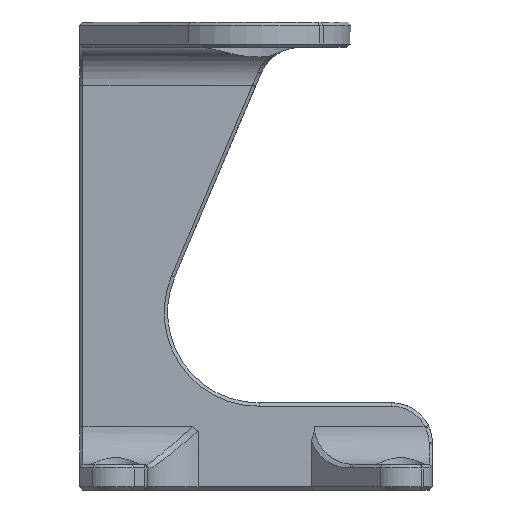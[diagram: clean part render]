
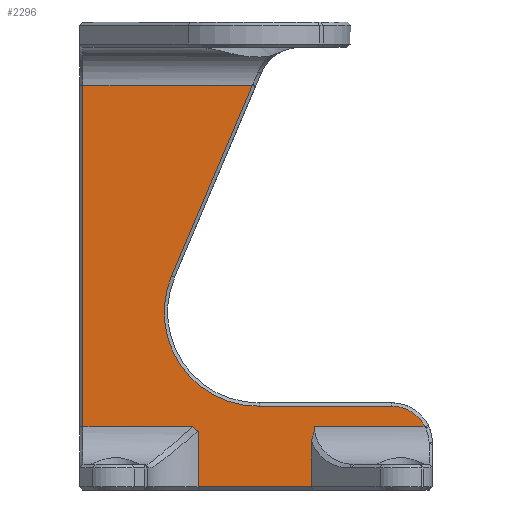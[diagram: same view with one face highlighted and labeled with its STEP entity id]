
A CAD part, front view. The second image highlights one B-rep face of the part: STEP entity #2296.
In plain terms, the highlighted planar face has unit normal (0, -1, 0).
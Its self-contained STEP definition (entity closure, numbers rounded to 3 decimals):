
#68=B_SPLINE_CURVE_WITH_KNOTS('',3,(#3306,#3307,#3308,#3309,#3310,#3311,
#3312,#3313,#3314,#3315,#3316,#3317,#3318,#3319),.UNSPECIFIED.,.F.,.F.,
(4,2,2,2,2,2,4),(0.,0.025,0.09,0.152,
0.164,0.17,0.173),.UNSPECIFIED.);
#171=CIRCLE('',#2452,4.4);
#173=CIRCLE('',#2456,11.096);
#255=FACE_OUTER_BOUND('',#401,.T.);
#401=EDGE_LOOP('',(#1627,#1628,#1629,#1630,#1631,#1632,#1633,#1634,#1635,
#1636,#1637,#1638,#1639));
#558=LINE('',#3465,#750);
#562=LINE('',#3477,#754);
#569=LINE('',#3680,#761);
#570=LINE('',#3683,#762);
#571=LINE('',#3685,#763);
#572=LINE('',#3687,#764);
#573=LINE('',#3689,#765);
#574=LINE('',#3691,#766);
#575=LINE('',#3693,#767);
#576=LINE('',#3694,#768);
#750=VECTOR('',#2707,10.);
#754=VECTOR('',#2719,10.);
#761=VECTOR('',#2734,10.);
#762=VECTOR('',#2737,10.);
#763=VECTOR('',#2738,10.);
#764=VECTOR('',#2739,10.);
#765=VECTOR('',#2740,10.);
#766=VECTOR('',#2741,10.);
#767=VECTOR('',#2742,10.);
#768=VECTOR('',#2743,10.);
#965=VERTEX_POINT('',#3304);
#966=VERTEX_POINT('',#3305);
#987=VERTEX_POINT('',#3453);
#990=VERTEX_POINT('',#3458);
#992=VERTEX_POINT('',#3463);
#994=VERTEX_POINT('',#3470);
#996=VERTEX_POINT('',#3475);
#1008=VERTEX_POINT('',#3682);
#1009=VERTEX_POINT('',#3684);
#1010=VERTEX_POINT('',#3686);
#1011=VERTEX_POINT('',#3688);
#1012=VERTEX_POINT('',#3690);
#1013=VERTEX_POINT('',#3692);
#1180=EDGE_CURVE('',#965,#966,#68,.F.);
#1214=EDGE_CURVE('',#990,#987,#171,.T.);
#1216=EDGE_CURVE('',#992,#990,#558,.T.);
#1220=EDGE_CURVE('',#994,#992,#173,.T.);
#1222=EDGE_CURVE('',#996,#994,#562,.T.);
#1243=EDGE_CURVE('',#987,#965,#569,.T.);
#1244=EDGE_CURVE('',#1008,#996,#570,.T.);
#1245=EDGE_CURVE('',#1009,#1008,#571,.T.);
#1246=EDGE_CURVE('',#1010,#1009,#572,.T.);
#1247=EDGE_CURVE('',#1011,#1010,#573,.T.);
#1248=EDGE_CURVE('',#1012,#1011,#574,.T.);
#1249=EDGE_CURVE('',#1013,#1012,#575,.T.);
#1250=EDGE_CURVE('',#1013,#966,#576,.T.);
#1627=ORIENTED_EDGE('',*,*,#1214,.F.);
#1628=ORIENTED_EDGE('',*,*,#1216,.F.);
#1629=ORIENTED_EDGE('',*,*,#1220,.F.);
#1630=ORIENTED_EDGE('',*,*,#1222,.F.);
#1631=ORIENTED_EDGE('',*,*,#1244,.F.);
#1632=ORIENTED_EDGE('',*,*,#1245,.F.);
#1633=ORIENTED_EDGE('',*,*,#1246,.F.);
#1634=ORIENTED_EDGE('',*,*,#1247,.F.);
#1635=ORIENTED_EDGE('',*,*,#1248,.F.);
#1636=ORIENTED_EDGE('',*,*,#1249,.F.);
#1637=ORIENTED_EDGE('',*,*,#1250,.T.);
#1638=ORIENTED_EDGE('',*,*,#1180,.F.);
#1639=ORIENTED_EDGE('',*,*,#1243,.F.);
#2214=PLANE('',#2462);
#2296=ADVANCED_FACE('',(#255),#2214,.T.);
#2452=AXIS2_PLACEMENT_3D('',#3460,#2702,#2703);
#2456=AXIS2_PLACEMENT_3D('',#3472,#2714,#2715);
#2462=AXIS2_PLACEMENT_3D('',#3681,#2735,#2736);
#2702=DIRECTION('center_axis',(0.,1.,0.));
#2703=DIRECTION('ref_axis',(0.707,0.,0.707));
#2707=DIRECTION('',(1.,0.,0.));
#2714=DIRECTION('center_axis',(0.,-1.,0.));
#2715=DIRECTION('ref_axis',(-1.,0.,0.));
#2719=DIRECTION('',(-0.39,0.,-0.921));
#2734=DIRECTION('',(-1.,0.,0.));
#2735=DIRECTION('center_axis',(0.,-1.,0.));
#2736=DIRECTION('ref_axis',(1.,0.,0.));
#2737=DIRECTION('',(1.,0.,0.));
#2738=DIRECTION('',(0.,0.,1.));
#2739=DIRECTION('',(-1.,0.,0.));
#2740=DIRECTION('',(-0.756,0.,0.655));
#2741=DIRECTION('',(0.,0.,1.));
#2742=DIRECTION('',(-1.,0.,0.));
#2743=DIRECTION('',(0.,0.,1.));
#3304=CARTESIAN_POINT('',(133.371,172.15,138.95));
#3305=CARTESIAN_POINT('',(132.971,172.15,137.284));
#3306=CARTESIAN_POINT('Ctrl Pts',(132.971,172.15,137.284));
#3307=CARTESIAN_POINT('Ctrl Pts',(133.006,172.15,137.36));
#3308=CARTESIAN_POINT('Ctrl Pts',(133.04,172.15,137.438));
#3309=CARTESIAN_POINT('Ctrl Pts',(133.153,172.15,137.715));
#3310=CARTESIAN_POINT('Ctrl Pts',(133.221,172.15,137.919));
#3311=CARTESIAN_POINT('Ctrl Pts',(133.32,172.15,138.331));
#3312=CARTESIAN_POINT('Ctrl Pts',(133.352,172.15,138.534));
#3313=CARTESIAN_POINT('Ctrl Pts',(133.367,172.15,138.78));
#3314=CARTESIAN_POINT('Ctrl Pts',(133.368,172.15,138.819));
#3315=CARTESIAN_POINT('Ctrl Pts',(133.37,172.15,138.877));
#3316=CARTESIAN_POINT('Ctrl Pts',(133.37,172.15,138.897));
#3317=CARTESIAN_POINT('Ctrl Pts',(133.371,172.15,138.928));
#3318=CARTESIAN_POINT('Ctrl Pts',(133.371,172.15,138.939));
#3319=CARTESIAN_POINT('Ctrl Pts',(133.371,172.15,138.95));
#3453=CARTESIAN_POINT('',(146.421,172.15,138.95));
#3458=CARTESIAN_POINT('',(142.499,172.15,141.355));
#3460=CARTESIAN_POINT('Origin',(142.499,172.15,136.955));
#3463=CARTESIAN_POINT('',(126.827,172.15,141.355));
#3465=CARTESIAN_POINT('',(132.262,172.15,141.355));
#3470=CARTESIAN_POINT('',(116.483,172.15,156.78));
#3472=CARTESIAN_POINT('Origin',(126.699,172.15,152.45));
#3475=CARTESIAN_POINT('',(126.008,172.15,179.255));
#3477=CARTESIAN_POINT('',(116.483,172.15,156.78));
#3680=CARTESIAN_POINT('',(120.149,172.15,138.95));
#3681=CARTESIAN_POINT('Origin',(126.699,172.15,152.45));
#3682=CARTESIAN_POINT('',(105.999,172.15,179.255));
#3683=CARTESIAN_POINT('',(121.199,172.15,179.255));
#3684=CARTESIAN_POINT('',(105.999,172.15,138.95));
#3685=CARTESIAN_POINT('',(105.999,172.15,141.95));
#3686=CARTESIAN_POINT('',(118.989,172.15,138.95));
#3687=CARTESIAN_POINT('',(118.274,172.15,138.95));
#3688=CARTESIAN_POINT('',(119.599,172.15,138.421));
#3689=CARTESIAN_POINT('',(119.294,172.15,138.685));
#3690=CARTESIAN_POINT('',(119.599,172.15,131.85));
#3691=CARTESIAN_POINT('',(119.599,172.15,151.586));
#3692=CARTESIAN_POINT('',(132.971,172.15,131.85));
#3693=CARTESIAN_POINT('',(118.899,172.15,131.85));
#3694=CARTESIAN_POINT('',(132.971,172.15,141.95));
